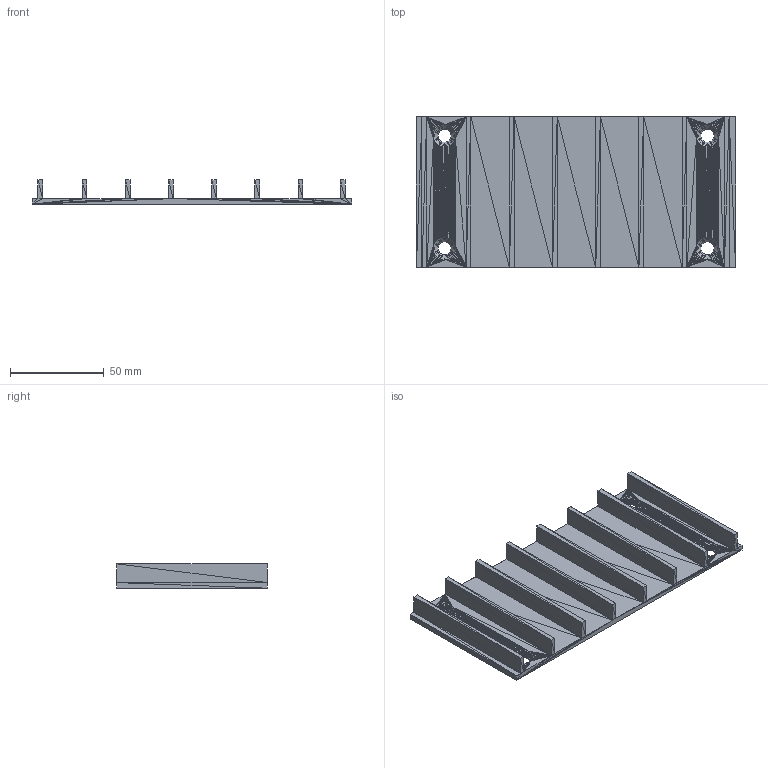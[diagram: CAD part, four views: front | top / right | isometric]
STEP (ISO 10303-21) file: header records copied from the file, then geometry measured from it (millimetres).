
FILE_DESCRIPTION(/* description */ (''),/* implementation_level */ '2;1');
FILE_NAME(/* name */ 'chariot v1.step',/* time_stamp */ '2020-03-12T14:18:15+01:00',/* author */ (''),/* organization */ (''),/* preprocessor_version */ 'ST-DEVELOPER v18',/* originating_system */ 'Autodesk Translation Framework v8.12.0.6',/* authorisation */ '');
FILE_SCHEMA (('AUTOMOTIVE_DESIGN { 1 0 10303 214 3 1 1 }'));
Length unit declared in the file: millimetre
Products named in the file (1): chariot
Bounding box: 170 x 80 x 13 mm (x, y, z)
Volume: 55999.6 mm3; surface area: 41760.8 mm2
Topology: 1 solids, 1 shells, 1300 faces, 1950 edges, 644 vertices
Faces by surface type: plane 1300
Entity records: 25379 total; most frequent: DIRECTION 4552, ORIENTED_EDGE 3900, CARTESIAN_POINT 3895, LINE 1950, VECTOR 1950, EDGE_CURVE 1950, AXIS2_PLACEMENT_3D 1301, FACE_OUTER_BOUND 1300
